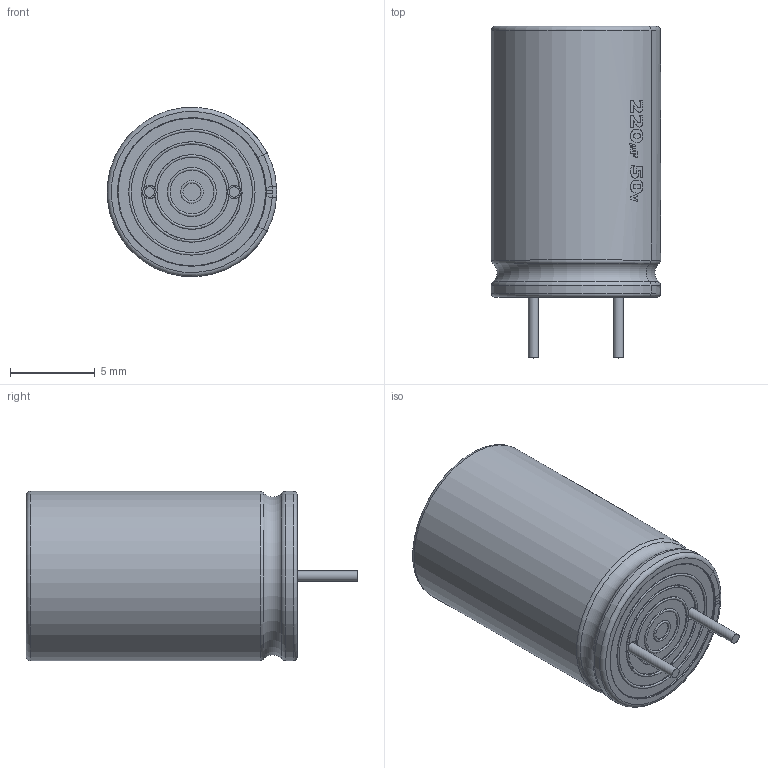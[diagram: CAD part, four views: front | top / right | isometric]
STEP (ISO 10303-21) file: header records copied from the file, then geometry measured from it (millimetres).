
FILE_DESCRIPTION(/* description */ (''),/* implementation_level */ '2;1');
FILE_NAME(/* name */ '220uF 50V electr -10x16mm -P.diameter 5mm.stp',/* time_stamp */ '2022-03-11T23:07:01+01:00',/* author */ ('JOSE LUIS'),/* organization */ (''),/* preprocessor_version */ 'ST-DEVELOPER v18',/* originating_system */ 'Autodesk Inventor 2020',/* authorisation */ '');
FILE_SCHEMA (('CONFIG_CONTROL_DESIGN','AUTOMOTIVE_DESIGN { 1 0 10303 214 3 1 1 }'));
Length unit declared in the file: millimetre
Products named in the file (1): 220uF 50V electr -10x16mm -P.diameter 5mm
Bounding box: 9.98 x 19.57 x 9.98 mm (x, y, z)
Volume: 1237.3 mm3; surface area: 690.1 mm2
Topology: 3 solids, 3 shells, 121 faces, 495 edges, 404 vertices
Faces by surface type: cylinder 59, plane 39, torus 23
Full cylindrical faces by diameter (mm): 0.6 x2, 0.8 x2, 1.05 x1, 1.35 x1, 2.575 x1, 2.875 x1, 4.1 x1, 5.925 x1, 7.15 x1, 7.45 x1, 8.7 x2
Entity records: 6420 total; most frequent: CARTESIAN_POINT 1937, ORIENTED_EDGE 990, DIRECTION 836, EDGE_CURVE 495, VERTEX_POINT 404, AXIS2_PLACEMENT_3D 344, CIRCLE 218, EDGE_LOOP 149
